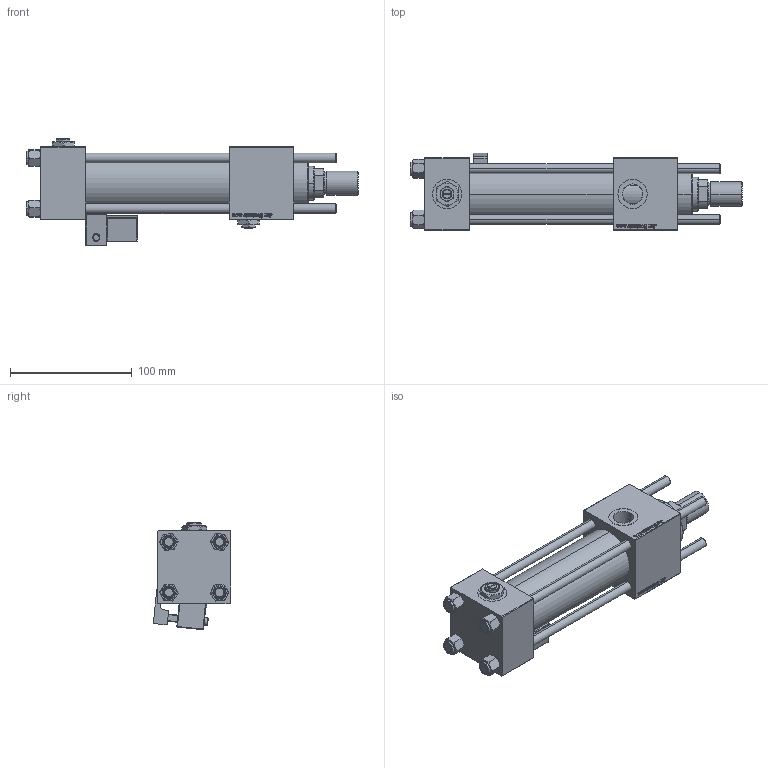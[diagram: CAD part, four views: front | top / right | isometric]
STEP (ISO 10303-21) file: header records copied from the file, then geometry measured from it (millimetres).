
FILE_DESCRIPTION (( 'STEP AP203' ), '1' );
FILE_NAME ('6903.STEP', '2022-04-29T08:28:47', ( '' ), ( '' ), 'SwSTEP 2.0', 'SolidWorks 2019', '' );
FILE_SCHEMA (( 'CONFIG_CONTROL_DESIGN' ));
Length unit declared in the file: millimetre
Products named in the file (9): V215CR_B-1 38e122cd2488e0df6504813ba36efabf; NUT_M5_B 38e122cd2488e0df6504813ba36efabf; 6903; V215CR_VCP_B 38e122cd2488e0df6504813ba36efabf; V215_VC_A 38e122cd2488e0df6504813ba36efabf; ROD_END_AH 38e122cd2488e0df6504813ba36efabf; V215CR_B_TYCINKA 38e122cd2488e0df6504813ba36efabf; V215CR_MSU 38e122cd2488e0df6504813ba36efabf; Zatka_pro_OIL_PORT 38e122cd2488e0df6504813ba36efabf
Assembly tree (15 placements, depth 2):
  6903
    V215CR_B-1 38e122cd2488e0df6504813ba36efabf
    V215CR_VCP_B 38e122cd2488e0df6504813ba36efabf
    NUT_M5_B 38e122cd2488e0df6504813ba36efabf  x4
    V215CR_B_TYCINKA 38e122cd2488e0df6504813ba36efabf  x4
    V215_VC_A 38e122cd2488e0df6504813ba36efabf
    ROD_END_AH 38e122cd2488e0df6504813ba36efabf
    V215CR_MSU 38e122cd2488e0df6504813ba36efabf
    Zatka_pro_OIL_PORT 38e122cd2488e0df6504813ba36efabf  x2
Bounding box: 273 x 63.58 x 88.31 mm (x, y, z)
Volume: 534556.5 mm3; surface area: 159039.5 mm2
Topology: 15 solids, 15 shells, 1356 faces, 3390 edges, 2169 vertices
Faces by surface type: plane 516, bspline 504, cone 182, cylinder 126, torus 16, sphere 12
Entity records: 61683 total; most frequent: CARTESIAN_POINT 35104, ORIENTED_EDGE 6056, DIRECTION 3674, EDGE_CURVE 3028, VERTEX_POINT 1967, VECTOR 1604, LINE 1604, EDGE_LOOP 1331
